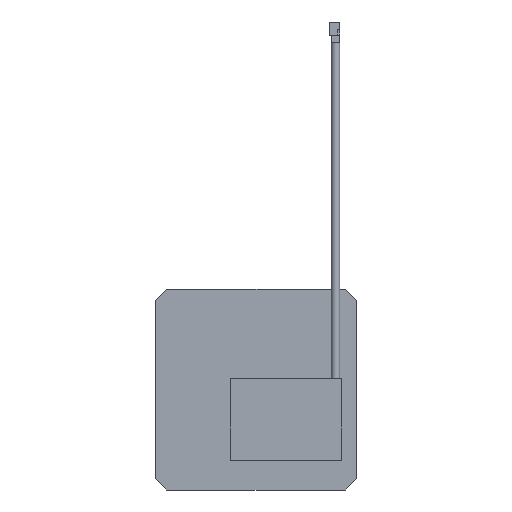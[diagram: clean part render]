
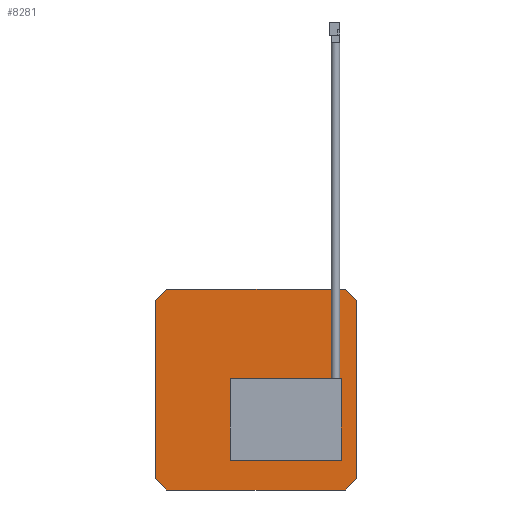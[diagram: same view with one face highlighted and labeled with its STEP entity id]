
A CAD part, front view. The second image highlights one B-rep face of the part: STEP entity #8281.
In plain terms, the highlighted planar face has unit normal (0, -1, 0).
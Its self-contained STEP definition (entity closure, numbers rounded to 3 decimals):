
#4379 = LINE ( 'NONE', #4421, #4450 ) ;
#4384 = LINE ( 'NONE', #4478, #4482 ) ;
#4421 = CARTESIAN_POINT ( 'NONE',  ( 11.5, 0., 1.5 ) ) ;
#4426 = LINE ( 'NONE', #4441, #4452 ) ;
#4428 = DIRECTION ( 'NONE',  ( -0.707, 0., 0.707 ) ) ;
#4429 = VECTOR ( 'NONE', #4428, 1000. ) ;
#4430 = CARTESIAN_POINT ( 'NONE',  ( 12.75, 0., 12.75 ) ) ;
#4441 = CARTESIAN_POINT ( 'NONE',  ( 11.5, 0., 1.5 ) ) ;
#4443 = LINE ( 'NONE', #4430, #4429 ) ;
#4450 = VECTOR ( 'NONE', #4453, 1000. ) ;
#4452 = VECTOR ( 'NONE', #4455, 1000. ) ;
#4453 = DIRECTION ( 'NONE',  ( -1., 0., 0. ) ) ;
#4455 = DIRECTION ( 'NONE',  ( 0., 0., 1. ) ) ;
#4459 = CARTESIAN_POINT ( 'NONE',  ( -13.5, 0., 13.5 ) ) ;
#4465 = LINE ( 'NONE', #4459, #4484 ) ;
#4478 = CARTESIAN_POINT ( 'NONE',  ( 12.75, 0., -12.75 ) ) ;
#4480 = DIRECTION ( 'NONE',  ( 0.707, 0., 0.707 ) ) ;
#4482 = VECTOR ( 'NONE', #4480, 1000. ) ;
#4484 = VECTOR ( 'NONE', #4485, 1000. ) ;
#4485 = DIRECTION ( 'NONE',  ( 1., 0., 0. ) ) ;
#4507 = CARTESIAN_POINT ( 'NONE',  ( 12., 0., 13.5 ) ) ;
#4822 = VECTOR ( 'NONE', #4834, 1000. ) ;
#4823 = CARTESIAN_POINT ( 'NONE',  ( -13.5, 0., -13.5 ) ) ;
#4824 = LINE ( 'NONE', #4823, #4822 ) ;
#4834 = DIRECTION ( 'NONE',  ( -1., 0., 0. ) ) ;
#4842 = DIRECTION ( 'NONE',  ( 0., 0., -1. ) ) ;
#4843 = DIRECTION ( 'NONE',  ( 0., -1., 0. ) ) ;
#4845 = CARTESIAN_POINT ( 'NONE',  ( 11.5, 0., -9.5 ) ) ;
#4846 = FACE_OUTER_BOUND ( 'NONE', #8279, .T. ) ;
#4862 = CARTESIAN_POINT ( 'NONE',  ( 0., 0., 0. ) ) ;
#4863 = AXIS2_PLACEMENT_3D ( 'NONE', #4862, #4843, #4842 ) ;
#4864 = CARTESIAN_POINT ( 'NONE',  ( -12., 0., -13.5 ) ) ;
#4865 = DIRECTION ( 'NONE',  ( -0.707, 0., -0.707 ) ) ;
#4866 = VECTOR ( 'NONE', #4865, 1000. ) ;
#4867 = CARTESIAN_POINT ( 'NONE',  ( -12.75, 0., 12.75 ) ) ;
#4868 = LINE ( 'NONE', #4867, #4866 ) ;
#4870 = PLANE ( 'NONE',  #4863 ) ;
#4871 = FACE_BOUND ( 'NONE', #8432, .T. ) ;
#4875 = CARTESIAN_POINT ( 'NONE',  ( -12., 0., 13.5 ) ) ;
#5283 = DIRECTION ( 'NONE',  ( 0.707, 0., -0.707 ) ) ;
#5284 = VECTOR ( 'NONE', #5283, 1000. ) ;
#5285 = CARTESIAN_POINT ( 'NONE',  ( -3.5, 0., 1.5 ) ) ;
#5287 = CARTESIAN_POINT ( 'NONE',  ( 11.5, 0., 1.5 ) ) ;
#5296 = CARTESIAN_POINT ( 'NONE',  ( -12.75, 0., -12.75 ) ) ;
#5297 = LINE ( 'NONE', #5296, #5284 ) ;
#5298 = CARTESIAN_POINT ( 'NONE',  ( 12., 0., -13.5 ) ) ;
#5562 = DIRECTION ( 'NONE',  ( 0., 0., 1. ) ) ;
#5563 = VECTOR ( 'NONE', #5562, 1000. ) ;
#5566 = CARTESIAN_POINT ( 'NONE',  ( -13.5, 0., 13.5 ) ) ;
#5567 = LINE ( 'NONE', #5566, #5563 ) ;
#5586 = CARTESIAN_POINT ( 'NONE',  ( 13.5, 0., 12. ) ) ;
#5587 = LINE ( 'NONE', #5623, #5622 ) ;
#5621 = DIRECTION ( 'NONE',  ( 0., 0., -1. ) ) ;
#5622 = VECTOR ( 'NONE', #5621, 1000. ) ;
#5623 = CARTESIAN_POINT ( 'NONE',  ( 13.5, 0., 13.5 ) ) ;
#6185 = CARTESIAN_POINT ( 'NONE',  ( -13.5, 0., 12. ) ) ;
#6188 = CARTESIAN_POINT ( 'NONE',  ( 13.5, 0., -12. ) ) ;
#6192 = CARTESIAN_POINT ( 'NONE',  ( -13.5, 0., -12. ) ) ;
#6449 = EDGE_CURVE ( 'NONE', #8409, #6493, #9653, .T. ) ;
#6467 = EDGE_CURVE ( 'NONE', #6493, #8274, #9644, .T. ) ;
#6493 = VERTEX_POINT ( 'NONE', #9731 ) ;
#6495 = ORIENTED_EDGE ( 'NONE', *, *, #6449, .F. ) ;
#8205 = EDGE_CURVE ( 'NONE', #8458, #8211, #4443, .T. ) ;
#8206 = EDGE_CURVE ( 'NONE', #8408, #8409, #4379, .T. ) ;
#8208 = ORIENTED_EDGE ( 'NONE', *, *, #8461, .F. ) ;
#8209 = EDGE_CURVE ( 'NONE', #8274, #8408, #4426, .T. ) ;
#8210 = ORIENTED_EDGE ( 'NONE', *, *, #8209, .F. ) ;
#8211 = VERTEX_POINT ( 'NONE', #4507 ) ;
#8212 = EDGE_CURVE ( 'NONE', #8276, #8211, #4465, .T. ) ;
#8213 = EDGE_CURVE ( 'NONE', #8412, #8315, #4384, .T. ) ;
#8270 = EDGE_CURVE ( 'NONE', #8276, #8316, #4868, .T. ) ;
#8271 = ORIENTED_EDGE ( 'NONE', *, *, #8280, .F. ) ;
#8272 = ORIENTED_EDGE ( 'NONE', *, *, #8212, .F. ) ;
#8273 = ORIENTED_EDGE ( 'NONE', *, *, #8433, .T. ) ;
#8274 = VERTEX_POINT ( 'NONE', #4845 ) ;
#8275 = ORIENTED_EDGE ( 'NONE', *, *, #6467, .F. ) ;
#8276 = VERTEX_POINT ( 'NONE', #4875 ) ;
#8277 = VERTEX_POINT ( 'NONE', #4864 ) ;
#8278 = ORIENTED_EDGE ( 'NONE', *, *, #8270, .T. ) ;
#8279 = EDGE_LOOP ( 'NONE', ( #8272, #8278, #8208, #8273, #8271, #8459, #8318, #8457 ) ) ;
#8280 = EDGE_CURVE ( 'NONE', #8412, #8277, #4824, .T. ) ;
#8281 = ADVANCED_FACE ( 'NONE', ( #4846, #4871 ), #4870, .T. ) ;
#8315 = VERTEX_POINT ( 'NONE', #6188 ) ;
#8316 = VERTEX_POINT ( 'NONE', #6185 ) ;
#8317 = VERTEX_POINT ( 'NONE', #6192 ) ;
#8318 = ORIENTED_EDGE ( 'NONE', *, *, #8460, .F. ) ;
#8408 = VERTEX_POINT ( 'NONE', #5287 ) ;
#8409 = VERTEX_POINT ( 'NONE', #5285 ) ;
#8410 = ORIENTED_EDGE ( 'NONE', *, *, #8206, .F. ) ;
#8412 = VERTEX_POINT ( 'NONE', #5298 ) ;
#8432 = EDGE_LOOP ( 'NONE', ( #8410, #8210, #8275, #6495 ) ) ;
#8433 = EDGE_CURVE ( 'NONE', #8317, #8277, #5297, .T. ) ;
#8457 = ORIENTED_EDGE ( 'NONE', *, *, #8205, .T. ) ;
#8458 = VERTEX_POINT ( 'NONE', #5586 ) ;
#8459 = ORIENTED_EDGE ( 'NONE', *, *, #8213, .T. ) ;
#8460 = EDGE_CURVE ( 'NONE', #8458, #8315, #5587, .T. ) ;
#8461 = EDGE_CURVE ( 'NONE', #8317, #8316, #5567, .T. ) ;
#9636 = DIRECTION ( 'NONE',  ( 1., 0., 0. ) ) ;
#9637 = VECTOR ( 'NONE', #9636, 1000. ) ;
#9638 = CARTESIAN_POINT ( 'NONE',  ( 11.5, 0., -9.5 ) ) ;
#9644 = LINE ( 'NONE', #9638, #9637 ) ;
#9650 = DIRECTION ( 'NONE',  ( 0., 0., -1. ) ) ;
#9651 = VECTOR ( 'NONE', #9650, 1000. ) ;
#9652 = CARTESIAN_POINT ( 'NONE',  ( -3.5, 0., 1.5 ) ) ;
#9653 = LINE ( 'NONE', #9652, #9651 ) ;
#9731 = CARTESIAN_POINT ( 'NONE',  ( -3.5, 0., -9.5 ) ) ;
